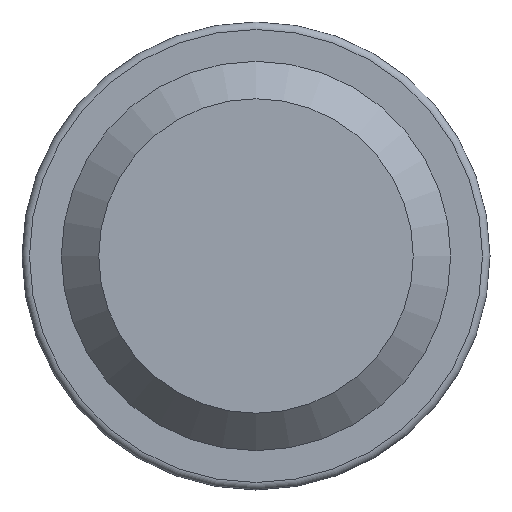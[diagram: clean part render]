
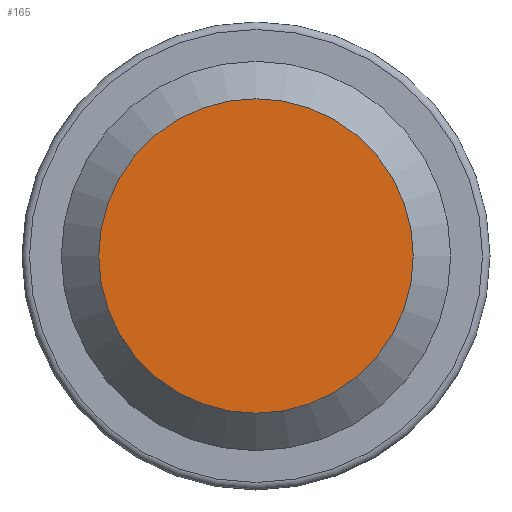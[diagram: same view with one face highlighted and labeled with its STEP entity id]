
A CAD part, front view. The second image highlights one B-rep face of the part: STEP entity #165.
In plain terms, the highlighted planar face has unit normal (0, -1, 0).
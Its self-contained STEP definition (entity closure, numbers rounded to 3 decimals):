
#22=PLANE('',#215);
#46=FACE_OUTER_BOUND('',#59,.T.);
#59=EDGE_LOOP('',(#152));
#75=CIRCLE('',#213,8.4);
#89=VERTEX_POINT('',#318);
#109=EDGE_CURVE('',#89,#89,#75,.T.);
#152=ORIENTED_EDGE('',*,*,#109,.F.);
#165=ADVANCED_FACE('',(#46),#22,.F.);
#213=AXIS2_PLACEMENT_3D('',#320,#270,#271);
#215=AXIS2_PLACEMENT_3D('',#323,#275,#276);
#270=DIRECTION('center_axis',(0.,1.,0.));
#271=DIRECTION('ref_axis',(1.,0.,0.));
#275=DIRECTION('center_axis',(0.,1.,0.));
#276=DIRECTION('ref_axis',(0.,0.,1.));
#318=CARTESIAN_POINT('',(-8.4,0.,0.));
#320=CARTESIAN_POINT('Origin',(0.,0.,0.));
#323=CARTESIAN_POINT('Origin',(0.,0.,0.));
